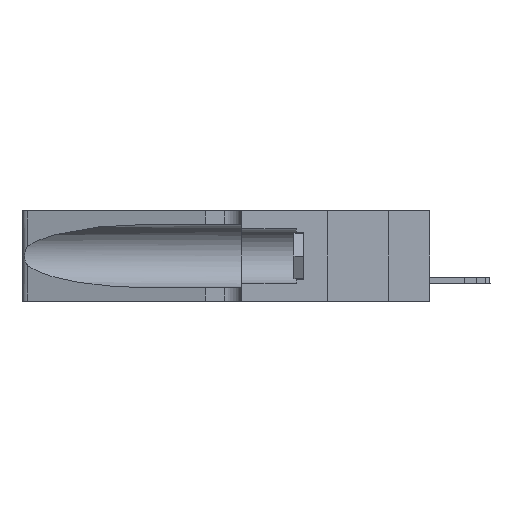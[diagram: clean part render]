
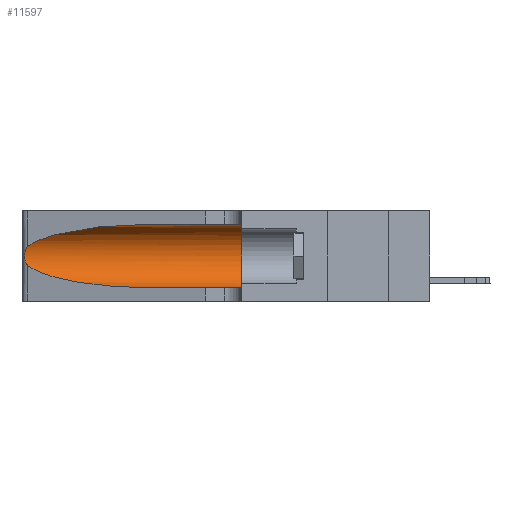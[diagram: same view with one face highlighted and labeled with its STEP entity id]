
A CAD part, left-side view. The second image highlights one B-rep face of the part: STEP entity #11597.
In plain terms, the highlighted cylindrical face has radius 3.308 mm (diameter 6.617 mm), a partial arc.
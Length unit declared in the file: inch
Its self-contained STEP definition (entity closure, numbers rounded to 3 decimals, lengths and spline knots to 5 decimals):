
#49 = CARTESIAN_POINT ( 'NONE',  ( 0.25854, 1.2359, 0.20912 ) ) ;
#236 = FACE_OUTER_BOUND ( 'NONE', #8698, .T. ) ;
#324 = CARTESIAN_POINT ( 'NONE',  ( 0.18966, 0.96281, 0.05475 ) ) ;
#354 = EDGE_CURVE ( 'NONE', #22331, #13303, #7505, .T. ) ;
#561 = LINE ( 'NONE', #17019, #3834 ) ;
#735 = ORIENTED_EDGE ( 'NONE', *, *, #33433, .T. ) ;
#2355 = CARTESIAN_POINT ( 'NONE',  ( 0.25639, 1.23186, 0.15144 ) ) ;
#2628 = CARTESIAN_POINT ( 'NONE',  ( 0.1305, 0.72297, 0.05475 ) ) ;
#2859 = CARTESIAN_POINT ( 'NONE',  ( 0.18966, 0.96281, 0.31525 ) ) ;
#3505 = EDGE_CURVE ( 'NONE', #22331, #32349, #561, .T. ) ;
#3834 = VECTOR ( 'NONE', #8847, 39.37008 ) ;
#4923 = CARTESIAN_POINT ( 'NONE',  ( 0.25856, 1.23593, 0.16098 ) ) ;
#5548 = CARTESIAN_POINT ( 'NONE',  ( 0.25487, 1.22718, 0.14631 ) ) ;
#5774 = LINE ( 'NONE', #8330, #22923 ) ;
#6795 = DIRECTION ( 'NONE',  ( 0., 0., 1. ) ) ;
#7505 =( BOUNDED_CURVE ( )  B_SPLINE_CURVE ( 3, ( #28696, #2859, #31768, #18559 ),
 .UNSPECIFIED., .F., .F. ) 
 B_SPLINE_CURVE_WITH_KNOTS ( ( 4, 4 ),
 ( 1.5708, 2.84003 ),
 .UNSPECIFIED. ) 
 CURVE ( )  GEOMETRIC_REPRESENTATION_ITEM ( )  RATIONAL_B_SPLINE_CURVE ( ( 1., 0.87, 0.87, 1. ) ) 
 REPRESENTATION_ITEM ( '' )  );
#7659 = ORIENTED_EDGE ( 'NONE', *, *, #3505, .F. ) ;
#8330 = CARTESIAN_POINT ( 'NONE',  ( 0.1305, 1.61858, 0.05475 ) ) ;
#8698 = EDGE_LOOP ( 'NONE', ( #27726, #11618, #18717, #735, #28948, #7659 ) ) ;
#8847 = DIRECTION ( 'NONE',  ( 0., -1., 0. ) ) ;
#8897 = DIRECTION ( 'NONE',  ( 0., -1., 0. ) ) ;
#9420 = AXIS2_PLACEMENT_3D ( 'NONE', #9865, #25065, #6795 ) ;
#9755 = CARTESIAN_POINT ( 'NONE',  ( 0.25487, 1.22718, 0.22369 ) ) ;
#9865 = CARTESIAN_POINT ( 'NONE',  ( 0.1305, 0.35, 0.185 ) ) ;
#10099 = CARTESIAN_POINT ( 'NONE',  ( 0.25555, 1.22993, 0.14849 ) ) ;
#10295 = CARTESIAN_POINT ( 'NONE',  ( 0.1305, 0.72297, 0.05475 ) ) ;
#11030 = B_SPLINE_CURVE_WITH_KNOTS ( 'NONE', 3,
 ( #9755, #32971, #12825, #23176, #49, #18023, #31111, #18145, #20659, #4923, #28750, #2355, #10099, #18234 ),
 .UNSPECIFIED., .F., .F.,
 ( 4, 2, 2, 2, 2, 2, 4 ),
 ( 0., 0.00027, 0.00053, 0.00107, 0.0016, 0.00187, 0.00214 ),
 .UNSPECIFIED. ) ;
#11597 = ADVANCED_FACE ( 'NONE', ( #236 ), #13257, .F. ) ;
#11618 = ORIENTED_EDGE ( 'NONE', *, *, #22256, .T. ) ;
#12825 = CARTESIAN_POINT ( 'NONE',  ( 0.25639, 1.23184, 0.21858 ) ) ;
#13257 = CYLINDRICAL_SURFACE ( 'NONE', #25280, 0.13025 ) ;
#13303 = VERTEX_POINT ( 'NONE', #21560 ) ;
#13555 = DIRECTION ( 'NONE',  ( 0., -1., 0. ) ) ;
#15394 = CIRCLE ( 'NONE', #9420, 0.13025 ) ;
#15703 = CARTESIAN_POINT ( 'NONE',  ( 0.2373, 1.15595, 0.08982 ) ) ;
#16705 = DIRECTION ( 'NONE',  ( 0., 0., -1. ) ) ;
#17019 = CARTESIAN_POINT ( 'NONE',  ( 0.1305, 1.61858, 0.31525 ) ) ;
#17264 = CARTESIAN_POINT ( 'NONE',  ( 0.1305, 0.35, 0.31525 ) ) ;
#17296 = VERTEX_POINT ( 'NONE', #22737 ) ;
#17359 = EDGE_CURVE ( 'NONE', #32349, #17296, #15394, .T. ) ;
#18023 = CARTESIAN_POINT ( 'NONE',  ( 0.26018, 1.23835, 0.19895 ) ) ;
#18145 = CARTESIAN_POINT ( 'NONE',  ( 0.26075, 1.23896, 0.178 ) ) ;
#18234 = CARTESIAN_POINT ( 'NONE',  ( 0.25487, 1.22718, 0.14631 ) ) ;
#18559 = CARTESIAN_POINT ( 'NONE',  ( 0.25487, 1.22718, 0.22369 ) ) ;
#18717 = ORIENTED_EDGE ( 'NONE', *, *, #30381, .T. ) ;
#18892 = CARTESIAN_POINT ( 'NONE',  ( 0.1305, 1.61858, 0.185 ) ) ;
#20659 = CARTESIAN_POINT ( 'NONE',  ( 0.26017, 1.23833, 0.17102 ) ) ;
#21560 = CARTESIAN_POINT ( 'NONE',  ( 0.25487, 1.22718, 0.22369 ) ) ;
#22110 = VERTEX_POINT ( 'NONE', #32717 ) ;
#22256 = EDGE_CURVE ( 'NONE', #13303, #22110, #11030, .T. ) ;
#22331 = VERTEX_POINT ( 'NONE', #31235 ) ;
#22737 = CARTESIAN_POINT ( 'NONE',  ( 0.1305, 0.35, 0.05475 ) ) ;
#22923 = VECTOR ( 'NONE', #13555, 39.37008 ) ;
#23176 = CARTESIAN_POINT ( 'NONE',  ( 0.25787, 1.23484, 0.2124 ) ) ;
#24232 =( BOUNDED_CURVE ( )  B_SPLINE_CURVE ( 3, ( #5548, #15703, #324, #2628 ),
 .UNSPECIFIED., .F., .F. ) 
 B_SPLINE_CURVE_WITH_KNOTS ( ( 4, 4 ),
 ( 3.44316, 4.71239 ),
 .UNSPECIFIED. ) 
 CURVE ( )  GEOMETRIC_REPRESENTATION_ITEM ( )  RATIONAL_B_SPLINE_CURVE ( ( 1., 0.87, 0.87, 1. ) ) 
 REPRESENTATION_ITEM ( '' )  );
#25065 = DIRECTION ( 'NONE',  ( 0., 1., 0. ) ) ;
#25280 = AXIS2_PLACEMENT_3D ( 'NONE', #18892, #8897, #16705 ) ;
#27154 = VERTEX_POINT ( 'NONE', #10295 ) ;
#27726 = ORIENTED_EDGE ( 'NONE', *, *, #354, .T. ) ;
#28696 = CARTESIAN_POINT ( 'NONE',  ( 0.1305, 0.72297, 0.31525 ) ) ;
#28750 = CARTESIAN_POINT ( 'NONE',  ( 0.25789, 1.23486, 0.15765 ) ) ;
#28948 = ORIENTED_EDGE ( 'NONE', *, *, #17359, .F. ) ;
#30381 = EDGE_CURVE ( 'NONE', #22110, #27154, #24232, .T. ) ;
#31111 = CARTESIAN_POINT ( 'NONE',  ( 0.26075, 1.23896, 0.19203 ) ) ;
#31235 = CARTESIAN_POINT ( 'NONE',  ( 0.1305, 0.72297, 0.31525 ) ) ;
#31768 = CARTESIAN_POINT ( 'NONE',  ( 0.2373, 1.15595, 0.28018 ) ) ;
#32349 = VERTEX_POINT ( 'NONE', #17264 ) ;
#32717 = CARTESIAN_POINT ( 'NONE',  ( 0.25487, 1.22718, 0.14631 ) ) ;
#32971 = CARTESIAN_POINT ( 'NONE',  ( 0.25555, 1.22994, 0.2215 ) ) ;
#33433 = EDGE_CURVE ( 'NONE', #27154, #17296, #5774, .T. ) ;
